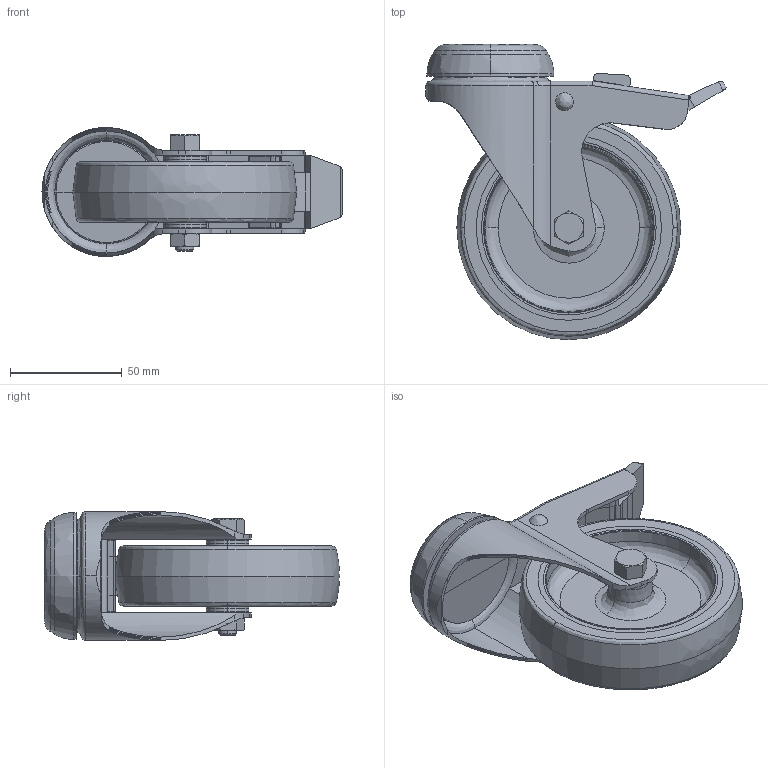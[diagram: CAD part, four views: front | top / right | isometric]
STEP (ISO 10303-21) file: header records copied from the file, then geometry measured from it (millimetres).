
FILE_DESCRIPTION (( 'STEP AP214' ), '1' );
FILE_NAME ('0029321.step', '2021-09-15T12:28:31', ( 'Windows-Benutzer' ), ( '' ), 'SwSTEP 2.0', 'SolidWorks 2020', '' );
FILE_SCHEMA (( 'AUTOMOTIVE_DESIGN' ));
Length unit declared in the file: millimetre
Products named in the file (1): 0029321
Bounding box: 134.04 x 131.85 x 57.6 mm (x, y, z)
Volume: 183436.2 mm3; surface area: 98750.9 mm2
Topology: 9 solids, 9 shells, 916 faces, 2506 edges, 1619 vertices
Faces by surface type: plane 660, cylinder 108, cone 81, bspline 67
Entity records: 40675 total; most frequent: CARTESIAN_POINT 9579, ORIENTED_EDGE 4986, DIRECTION 3769, EDGE_CURVE 2493, VERTEX_POINT 1619, LINE 1323, VECTOR 1323, AXIS2_PLACEMENT_3D 1223
